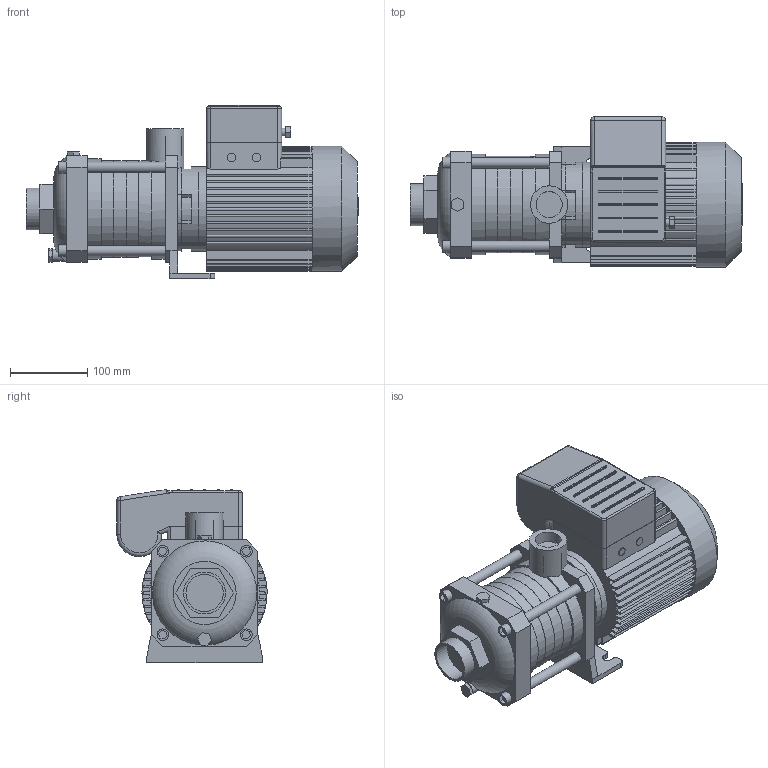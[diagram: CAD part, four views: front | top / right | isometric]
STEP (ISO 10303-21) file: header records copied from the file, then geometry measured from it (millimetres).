
FILE_DESCRIPTION(/* description */ (''),/* implementation_level */ '2;1');
FILE_NAME(/* name */ '3d_MHIL904-E-1-230-50-2-4083918.stp',/* time_stamp */ '2017-03-20T11:23:35+01:00',/* author */ ('Andrzej'),/* organization */ (''),/* preprocessor_version */ 'ST-DEVELOPER v15.5',/* originating_system */ 'AutoCAD Mechanical',/* authorisation */ '');
FILE_SCHEMA (('AUTOMOTIVE_DESIGN { 1 0 10303 214 3 1 1 }'));
Length unit declared in the file: millimetre
Products named in the file (1): Product
Bounding box: 429.6 x 194.46 x 224 mm (x, y, z)
Volume: 7573750.2 mm3; surface area: 578747.2 mm2
Topology: 10 solids, 10 shells, 571 faces, 1471 edges, 928 vertices
Faces by surface type: plane 320, cylinder 188, bspline 32, sphere 24, torus 6, cone 1
Full cylindrical faces by diameter (mm): 10 x1, 11 x2, 13.454 x4, 15 x4, 15.7 x1, 33.7 x1, 48.3 x1, 48.4 x1, 54.3 x1, 110 x2, 125 x4, 130 x1, 162 x1
Entity records: 17692 total; most frequent: CARTESIAN_POINT 3935, DIRECTION 2828, ORIENTED_EDGE 2824, EDGE_CURVE 1412, AXIS2_PLACEMENT_3D 951, LINE 926, VECTOR 926, VERTEX_POINT 920
